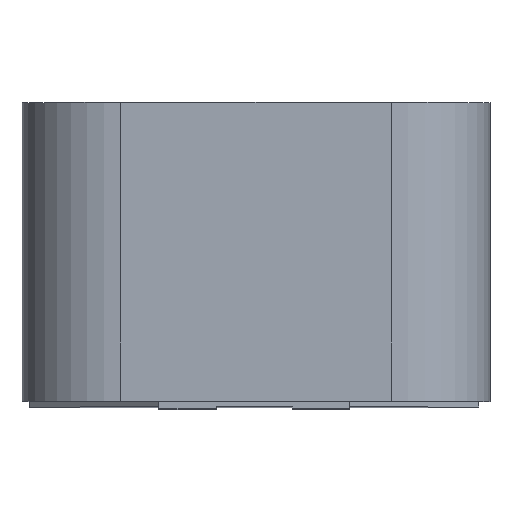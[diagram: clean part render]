
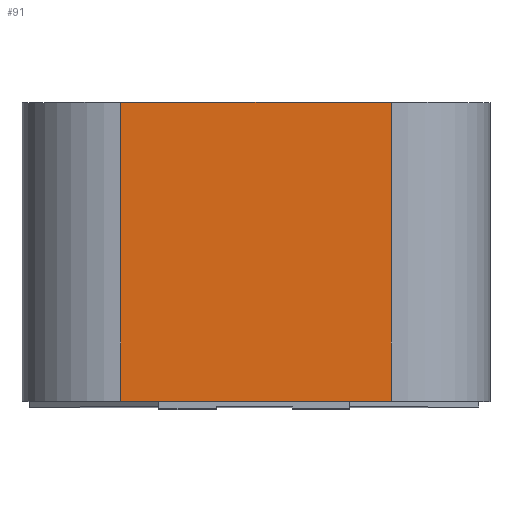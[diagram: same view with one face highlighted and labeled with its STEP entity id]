
A CAD part, top view. The second image highlights one B-rep face of the part: STEP entity #91.
In plain terms, the highlighted planar face has unit normal (0, 0, 1).
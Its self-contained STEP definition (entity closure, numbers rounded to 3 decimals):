
#91 = ADVANCED_FACE ( 'NONE', ( #9537 ), #8331, .F. ) ;
#499 = CARTESIAN_POINT ( 'NONE',  ( -3.5, 7.85, 6.2 ) ) ;
#625 = LINE ( 'NONE', #12700, #11129 ) ;
#935 = EDGE_CURVE ( 'NONE', #10861, #2541, #625, .T. ) ;
#1026 = CARTESIAN_POINT ( 'NONE',  ( 3.6, 7.85, 6.2 ) ) ;
#1232 = LINE ( 'NONE', #12428, #3612 ) ;
#1355 = CARTESIAN_POINT ( 'NONE',  ( 3.6, 0., 6.2 ) ) ;
#1359 = CARTESIAN_POINT ( 'NONE',  ( -3.5, 0., 6.2 ) ) ;
#2097 = ORIENTED_EDGE ( 'NONE', *, *, #8471, .F. ) ;
#2098 = EDGE_LOOP ( 'NONE', ( #5491, #2097, #12293, #4133 ) ) ;
#2541 = VERTEX_POINT ( 'NONE', #499 ) ;
#2833 = LINE ( 'NONE', #11079, #4636 ) ;
#3198 = CARTESIAN_POINT ( 'NONE',  ( -6.1, 7.85, 6.2 ) ) ;
#3260 = DIRECTION ( 'NONE',  ( -1., 0., 0. ) ) ;
#3612 = VECTOR ( 'NONE', #7324, 1000. ) ;
#3850 = EDGE_CURVE ( 'NONE', #10861, #10080, #2833, .T. ) ;
#4133 = ORIENTED_EDGE ( 'NONE', *, *, #3850, .T. ) ;
#4636 = VECTOR ( 'NONE', #5932, 1000. ) ;
#5491 = ORIENTED_EDGE ( 'NONE', *, *, #6609, .F. ) ;
#5932 = DIRECTION ( 'NONE',  ( 1., 0., 0. ) ) ;
#6609 = EDGE_CURVE ( 'NONE', #11992, #10080, #1232, .T. ) ;
#6701 = CARTESIAN_POINT ( 'NONE',  ( -6.1, 7.85, 6.2 ) ) ;
#7324 = DIRECTION ( 'NONE',  ( 0., -1., 0. ) ) ;
#8331 = PLANE ( 'NONE',  #10014 ) ;
#8471 = EDGE_CURVE ( 'NONE', #2541, #11992, #12819, .T. ) ;
#9537 = FACE_OUTER_BOUND ( 'NONE', #2098, .T. ) ;
#9784 = DIRECTION ( 'NONE',  ( 1., 0., 0. ) ) ;
#9805 = DIRECTION ( 'NONE',  ( 0., 1., 0. ) ) ;
#9923 = VECTOR ( 'NONE', #9784, 1000. ) ;
#10014 = AXIS2_PLACEMENT_3D ( 'NONE', #3198, #12503, #3260 ) ;
#10080 = VERTEX_POINT ( 'NONE', #1355 ) ;
#10861 = VERTEX_POINT ( 'NONE', #1359 ) ;
#11079 = CARTESIAN_POINT ( 'NONE',  ( -6.1, 0., 6.2 ) ) ;
#11129 = VECTOR ( 'NONE', #9805, 1000. ) ;
#11992 = VERTEX_POINT ( 'NONE', #1026 ) ;
#12293 = ORIENTED_EDGE ( 'NONE', *, *, #935, .F. ) ;
#12428 = CARTESIAN_POINT ( 'NONE',  ( 3.6, 7.85, 6.2 ) ) ;
#12503 = DIRECTION ( 'NONE',  ( 0., 0., -1. ) ) ;
#12700 = CARTESIAN_POINT ( 'NONE',  ( -3.5, 7.85, 6.2 ) ) ;
#12819 = LINE ( 'NONE', #6701, #9923 ) ;
